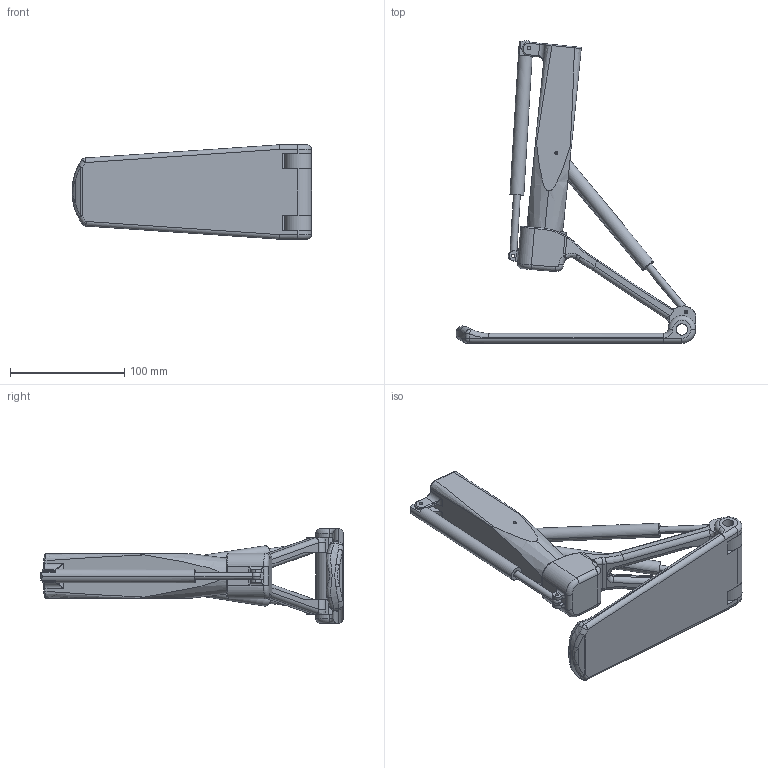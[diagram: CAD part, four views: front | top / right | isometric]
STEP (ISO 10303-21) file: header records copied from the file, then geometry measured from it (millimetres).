
FILE_DESCRIPTION (( 'STEP AP214' ), '1' );
FILE_NAME ('AssemblyWithHydraulics.STEP', '2016-10-02T01:08:02', ( '' ), ( '' ), 'SwSTEP 2.0', 'SolidWorks 2015', '' );
FILE_SCHEMA (( 'AUTOMOTIVE_DESIGN' ));
Length unit declared in the file: millimetre
Products named in the file (8): small half of RC4WD cylinder; Cylinder Assem; half of RC4WD cylinder; BallJoint; Damper Top Mount; AssemblyWithHydraulics; Bottom of Foot; Cup
Assembly tree (9 placements, depth 3):
  AssemblyWithHydraulics
    Bottom of Foot
    Cup
    BallJoint
    Damper Top Mount
    Cylinder Assem  x3
      half of RC4WD cylinder
      small half of RC4WD cylinder
Bounding box: 209.82 x 264.44 x 82.55 mm (x, y, z)
Volume: 449605.3 mm3; surface area: 124885.1 mm2
Topology: 10 solids, 10 shells, 436 faces, 1105 edges, 694 vertices
Faces by surface type: cylinder 200, plane 145, bspline 53, torus 26, sphere 10, cone 2
Entity records: 14533 total; most frequent: CARTESIAN_POINT 5378, ORIENTED_EDGE 1966, DIRECTION 1751, EDGE_CURVE 983, AXIS2_PLACEMENT_3D 676, VERTEX_POINT 616, EDGE_LOOP 429, VECTOR 399
